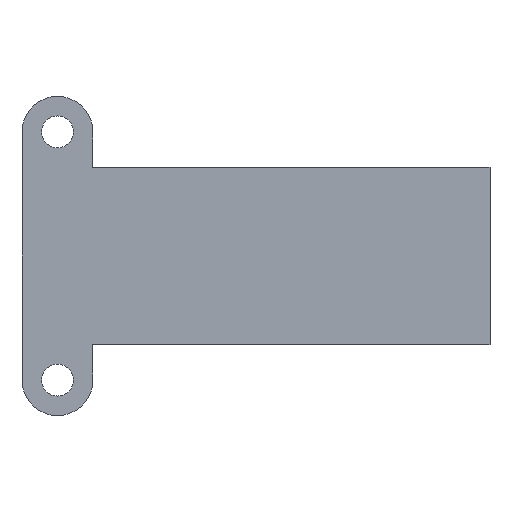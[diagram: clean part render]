
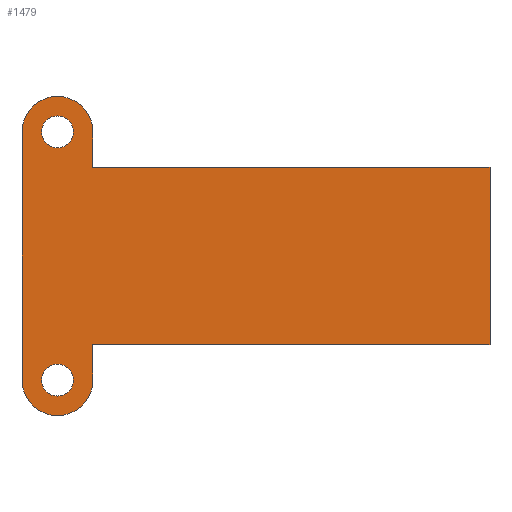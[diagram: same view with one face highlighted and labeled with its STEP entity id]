
A CAD part, front view. The second image highlights one B-rep face of the part: STEP entity #1479.
In plain terms, the highlighted planar face has unit normal (0, -1, 0).
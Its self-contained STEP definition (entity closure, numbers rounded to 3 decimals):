
#25=PLANE('',#1641);
#64=FACE_BOUND('',#199,.T.);
#65=FACE_BOUND('',#200,.T.);
#118=FACE_OUTER_BOUND('',#198,.T.);
#198=EDGE_LOOP('',(#1175,#1176,#1177,#1178,#1179,#1180,#1181,#1182));
#199=EDGE_LOOP('',(#1183,#1184));
#200=EDGE_LOOP('',(#1185,#1186));
#305=LINE('',#2430,#422);
#318=LINE('',#2457,#435);
#322=LINE('',#2465,#439);
#329=LINE('',#2478,#446);
#330=LINE('',#2482,#447);
#331=LINE('',#2483,#448);
#422=VECTOR('',#1949,1000.);
#435=VECTOR('',#1970,1000.);
#439=VECTOR('',#1976,1000.);
#446=VECTOR('',#1989,1000.);
#447=VECTOR('',#1994,1000.);
#448=VECTOR('',#1995,1000.);
#518=CIRCLE('',#1560,2.25);
#521=CIRCLE('',#1563,2.25);
#522=CIRCLE('',#1565,5.);
#524=CIRCLE('',#1568,2.25);
#527=CIRCLE('',#1571,2.25);
#574=CIRCLE('',#1642,5.);
#621=VERTEX_POINT('',#2245);
#622=VERTEX_POINT('',#2246);
#625=VERTEX_POINT('',#2255);
#626=VERTEX_POINT('',#2256);
#629=VERTEX_POINT('',#2264);
#630=VERTEX_POINT('',#2265);
#690=VERTEX_POINT('',#2416);
#696=VERTEX_POINT('',#2428);
#705=VERTEX_POINT('',#2454);
#706=VERTEX_POINT('',#2456);
#709=VERTEX_POINT('',#2464);
#713=VERTEX_POINT('',#2480);
#784=EDGE_CURVE('',#621,#622,#518,.T.);
#788=EDGE_CURVE('',#622,#621,#521,.T.);
#789=EDGE_CURVE('',#625,#626,#522,.T.);
#793=EDGE_CURVE('',#629,#630,#524,.T.);
#797=EDGE_CURVE('',#630,#629,#527,.T.);
#874=EDGE_CURVE('',#696,#690,#305,.T.);
#887=EDGE_CURVE('',#705,#706,#318,.T.);
#891=EDGE_CURVE('',#709,#626,#322,.T.);
#900=EDGE_CURVE('',#690,#705,#329,.T.);
#901=EDGE_CURVE('',#709,#713,#574,.T.);
#902=EDGE_CURVE('',#713,#706,#330,.T.);
#903=EDGE_CURVE('',#696,#625,#331,.T.);
#1175=ORIENTED_EDGE('',*,*,#891,.F.);
#1176=ORIENTED_EDGE('',*,*,#901,.T.);
#1177=ORIENTED_EDGE('',*,*,#902,.T.);
#1178=ORIENTED_EDGE('',*,*,#887,.F.);
#1179=ORIENTED_EDGE('',*,*,#900,.F.);
#1180=ORIENTED_EDGE('',*,*,#874,.F.);
#1181=ORIENTED_EDGE('',*,*,#903,.T.);
#1182=ORIENTED_EDGE('',*,*,#789,.T.);
#1183=ORIENTED_EDGE('',*,*,#793,.F.);
#1184=ORIENTED_EDGE('',*,*,#797,.F.);
#1185=ORIENTED_EDGE('',*,*,#784,.F.);
#1186=ORIENTED_EDGE('',*,*,#788,.F.);
#1479=ADVANCED_FACE('',(#118,#64,#65),#25,.F.);
#1560=AXIS2_PLACEMENT_3D('',#2247,#1767,#1768);
#1563=AXIS2_PLACEMENT_3D('',#2253,#1774,#1775);
#1565=AXIS2_PLACEMENT_3D('',#2257,#1778,#1779);
#1568=AXIS2_PLACEMENT_3D('',#2266,#1786,#1787);
#1571=AXIS2_PLACEMENT_3D('',#2272,#1793,#1794);
#1641=AXIS2_PLACEMENT_3D('',#2479,#1990,#1991);
#1642=AXIS2_PLACEMENT_3D('',#2481,#1992,#1993);
#1767=DIRECTION('center_axis',(0.,-1.,0.));
#1768=DIRECTION('ref_axis',(0.,0.,1.));
#1774=DIRECTION('center_axis',(0.,-1.,0.));
#1775=DIRECTION('ref_axis',(0.,0.,1.));
#1778=DIRECTION('center_axis',(0.,-1.,0.));
#1779=DIRECTION('ref_axis',(0.,0.,1.));
#1786=DIRECTION('center_axis',(0.,-1.,0.));
#1787=DIRECTION('ref_axis',(0.,0.,1.));
#1793=DIRECTION('center_axis',(0.,-1.,0.));
#1794=DIRECTION('ref_axis',(0.,0.,1.));
#1949=DIRECTION('',(1.,0.,0.));
#1970=DIRECTION('',(-1.,0.,0.));
#1976=DIRECTION('',(0.,0.,1.));
#1989=DIRECTION('',(0.,0.,-1.));
#1990=DIRECTION('center_axis',(0.,1.,0.));
#1991=DIRECTION('ref_axis',(0.,0.,1.));
#1992=DIRECTION('center_axis',(0.,-1.,0.));
#1993=DIRECTION('ref_axis',(0.,0.,1.));
#1994=DIRECTION('',(0.,0.,1.));
#1995=DIRECTION('',(0.,0.,1.));
#2245=CARTESIAN_POINT('',(-28.,0.,19.75));
#2246=CARTESIAN_POINT('',(-28.,0.,15.25));
#2247=CARTESIAN_POINT('Origin',(-28.,0.,17.5));
#2253=CARTESIAN_POINT('Origin',(-28.,0.,17.5));
#2255=CARTESIAN_POINT('',(-23.,0.,17.5));
#2256=CARTESIAN_POINT('',(-33.,0.,17.5));
#2257=CARTESIAN_POINT('Origin',(-28.,0.,17.5));
#2264=CARTESIAN_POINT('',(-28.,0.,-15.25));
#2265=CARTESIAN_POINT('',(-28.,0.,-19.75));
#2266=CARTESIAN_POINT('Origin',(-28.,0.,-17.5));
#2272=CARTESIAN_POINT('Origin',(-28.,0.,-17.5));
#2416=CARTESIAN_POINT('',(33.,0.,12.5));
#2428=CARTESIAN_POINT('',(-23.,0.,12.5));
#2430=CARTESIAN_POINT('',(33.,0.,12.5));
#2454=CARTESIAN_POINT('',(33.,0.,-12.5));
#2456=CARTESIAN_POINT('',(-23.,0.,-12.5));
#2457=CARTESIAN_POINT('',(33.,0.,-12.5));
#2464=CARTESIAN_POINT('',(-33.,0.,-17.5));
#2465=CARTESIAN_POINT('',(-33.,0.,12.5));
#2478=CARTESIAN_POINT('',(33.,0.,12.5));
#2479=CARTESIAN_POINT('Origin',(0.,0.,0.));
#2480=CARTESIAN_POINT('',(-23.,0.,-17.5));
#2481=CARTESIAN_POINT('Origin',(-28.,0.,-17.5));
#2482=CARTESIAN_POINT('',(-23.,0.,-17.5));
#2483=CARTESIAN_POINT('',(-23.,0.,17.5));
